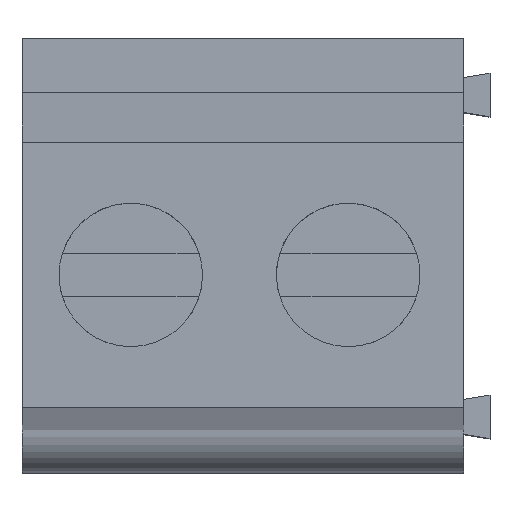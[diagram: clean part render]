
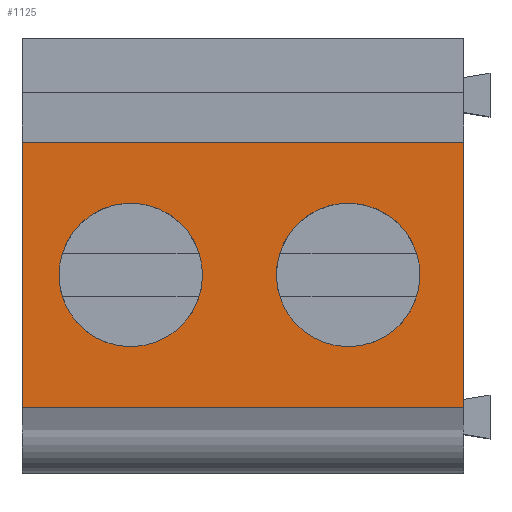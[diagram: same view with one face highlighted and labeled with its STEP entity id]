
A CAD part, top view. The second image highlights one B-rep face of the part: STEP entity #1125.
In plain terms, the highlighted planar face has unit normal (0, 0, 1).
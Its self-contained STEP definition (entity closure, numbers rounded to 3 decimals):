
#35=FACE_BOUND('',#183,.T.);
#36=FACE_BOUND('',#184,.T.);
#58=PLANE('',#1211);
#116=FACE_OUTER_BOUND('',#182,.T.);
#182=EDGE_LOOP('',(#896,#897,#898,#899));
#183=EDGE_LOOP('',(#900,#901));
#184=EDGE_LOOP('',(#902,#903));
#241=LINE('',#1617,#377);
#300=LINE('',#1746,#436);
#301=LINE('',#1747,#437);
#302=LINE('',#1748,#438);
#377=VECTOR('',#1294,10.);
#436=VECTOR('',#1403,10.);
#437=VECTOR('',#1404,10.);
#438=VECTOR('',#1405,10.);
#504=CIRCLE('',#1212,1.65);
#505=CIRCLE('',#1213,1.65);
#506=CIRCLE('',#1214,1.65);
#507=CIRCLE('',#1215,1.65);
#536=VERTEX_POINT('',#1614);
#537=VERTEX_POINT('',#1616);
#581=VERTEX_POINT('',#1744);
#582=VERTEX_POINT('',#1745);
#583=VERTEX_POINT('',#1749);
#584=VERTEX_POINT('',#1750);
#585=VERTEX_POINT('',#1753);
#586=VERTEX_POINT('',#1754);
#641=EDGE_CURVE('',#536,#537,#241,.T.);
#704=EDGE_CURVE('',#581,#582,#300,.T.);
#705=EDGE_CURVE('',#581,#537,#301,.T.);
#706=EDGE_CURVE('',#582,#536,#302,.T.);
#707=EDGE_CURVE('',#583,#584,#504,.T.);
#708=EDGE_CURVE('',#584,#583,#505,.T.);
#709=EDGE_CURVE('',#585,#586,#506,.T.);
#710=EDGE_CURVE('',#586,#585,#507,.T.);
#896=ORIENTED_EDGE('',*,*,#704,.F.);
#897=ORIENTED_EDGE('',*,*,#705,.T.);
#898=ORIENTED_EDGE('',*,*,#641,.F.);
#899=ORIENTED_EDGE('',*,*,#706,.F.);
#900=ORIENTED_EDGE('',*,*,#707,.T.);
#901=ORIENTED_EDGE('',*,*,#708,.T.);
#902=ORIENTED_EDGE('',*,*,#709,.T.);
#903=ORIENTED_EDGE('',*,*,#710,.T.);
#1125=ADVANCED_FACE('',(#116,#35,#36),#58,.T.);
#1211=AXIS2_PLACEMENT_3D('',#1743,#1401,#1402);
#1212=AXIS2_PLACEMENT_3D('',#1751,#1406,#1407);
#1213=AXIS2_PLACEMENT_3D('',#1752,#1408,#1409);
#1214=AXIS2_PLACEMENT_3D('',#1755,#1410,#1411);
#1215=AXIS2_PLACEMENT_3D('',#1756,#1412,#1413);
#1294=DIRECTION('',(0.,-1.,0.));
#1401=DIRECTION('center_axis',(0.,0.,1.));
#1402=DIRECTION('ref_axis',(0.,-1.,0.));
#1403=DIRECTION('',(0.,1.,0.));
#1404=DIRECTION('',(1.,0.,0.));
#1405=DIRECTION('',(1.,0.,0.));
#1406=DIRECTION('center_axis',(0.,0.,-1.));
#1407=DIRECTION('ref_axis',(0.,1.,0.));
#1408=DIRECTION('center_axis',(0.,0.,-1.));
#1409=DIRECTION('ref_axis',(0.,1.,0.));
#1410=DIRECTION('center_axis',(0.,0.,-1.));
#1411=DIRECTION('ref_axis',(0.,1.,0.));
#1412=DIRECTION('center_axis',(0.,0.,-1.));
#1413=DIRECTION('ref_axis',(0.,1.,0.));
#1614=CARTESIAN_POINT('',(7.62,2.58,13.8));
#1616=CARTESIAN_POINT('',(7.62,-3.52,13.8));
#1617=CARTESIAN_POINT('',(7.62,-5.02,13.8));
#1743=CARTESIAN_POINT('Origin',(-2.54,2.58,13.8));
#1744=CARTESIAN_POINT('',(-2.54,-3.52,13.8));
#1745=CARTESIAN_POINT('',(-2.54,2.58,13.8));
#1746=CARTESIAN_POINT('',(-2.54,-5.02,13.8));
#1747=CARTESIAN_POINT('',(-2.54,-3.52,13.8));
#1748=CARTESIAN_POINT('',(-2.54,2.58,13.8));
#1749=CARTESIAN_POINT('',(6.532,0.03,13.8));
#1750=CARTESIAN_POINT('',(4.96,-2.12,13.8));
#1751=CARTESIAN_POINT('Origin',(4.96,-0.47,13.8));
#1752=CARTESIAN_POINT('Origin',(4.96,-0.47,13.8));
#1753=CARTESIAN_POINT('',(1.532,0.03,13.8));
#1754=CARTESIAN_POINT('',(-0.04,-2.12,13.8));
#1755=CARTESIAN_POINT('Origin',(-0.04,-0.47,
13.8));
#1756=CARTESIAN_POINT('Origin',(-0.04,-0.47,
13.8));
